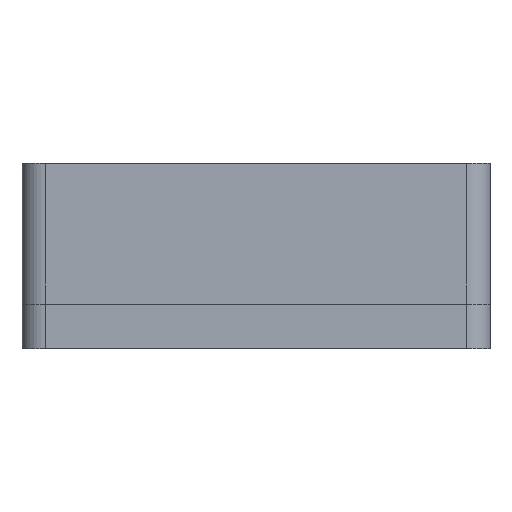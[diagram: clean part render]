
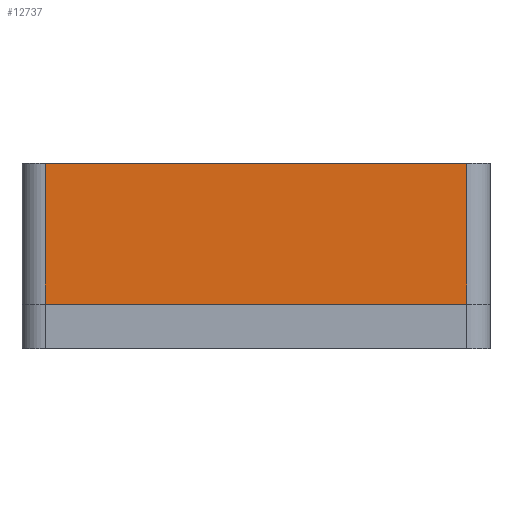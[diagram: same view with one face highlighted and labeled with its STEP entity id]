
A CAD part, front view. The second image highlights one B-rep face of the part: STEP entity #12737.
In plain terms, the highlighted planar face has unit normal (0, -1, 0).
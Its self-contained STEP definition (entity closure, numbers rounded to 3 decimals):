
#734=PLANE('',#13386);
#1415=FACE_OUTER_BOUND('',#2174,.T.);
#2174=EDGE_LOOP('',(#11883,#11884,#11885,#11886));
#3168=LINE('',#24434,#4217);
#3224=LINE('',#24596,#4273);
#3229=LINE('',#24606,#4278);
#3230=LINE('',#24608,#4279);
#4217=VECTOR('',#15514,10.);
#4273=VECTOR('',#15648,10.);
#4278=VECTOR('',#15663,10.);
#4279=VECTOR('',#15666,10.);
#6311=VERTEX_POINT('',#24431);
#6312=VERTEX_POINT('',#24433);
#6378=VERTEX_POINT('',#24593);
#6379=VERTEX_POINT('',#24595);
#8152=EDGE_CURVE('',#6311,#6312,#3168,.T.);
#8233=EDGE_CURVE('',#6379,#6378,#3224,.T.);
#8240=EDGE_CURVE('',#6378,#6312,#3229,.T.);
#8241=EDGE_CURVE('',#6379,#6311,#3230,.T.);
#11883=ORIENTED_EDGE('',*,*,#8233,.T.);
#11884=ORIENTED_EDGE('',*,*,#8240,.T.);
#11885=ORIENTED_EDGE('',*,*,#8152,.F.);
#11886=ORIENTED_EDGE('',*,*,#8241,.F.);
#12737=ADVANCED_FACE('',(#1415),#734,.T.);
#13386=AXIS2_PLACEMENT_3D('',#24607,#15664,#15665);
#15514=DIRECTION('',(1.,0.,0.));
#15648=DIRECTION('',(1.,0.,0.));
#15663=DIRECTION('',(0.,0.,1.));
#15664=DIRECTION('center_axis',(0.,-1.,0.));
#15665=DIRECTION('ref_axis',(1.,0.,0.));
#15666=DIRECTION('',(0.,0.,1.));
#24431=CARTESIAN_POINT('',(71.104,-144.97,33.5));
#24433=CARTESIAN_POINT('',(160.798,-144.97,33.5));
#24434=CARTESIAN_POINT('',(71.104,-144.97,33.5));
#24593=CARTESIAN_POINT('',(160.798,-144.97,3.5));
#24595=CARTESIAN_POINT('',(71.104,-144.97,3.5));
#24596=CARTESIAN_POINT('',(71.104,-144.97,3.5));
#24606=CARTESIAN_POINT('',(160.798,-144.97,3.5));
#24607=CARTESIAN_POINT('Origin',(71.104,-144.97,3.5));
#24608=CARTESIAN_POINT('',(71.104,-144.97,3.5));
